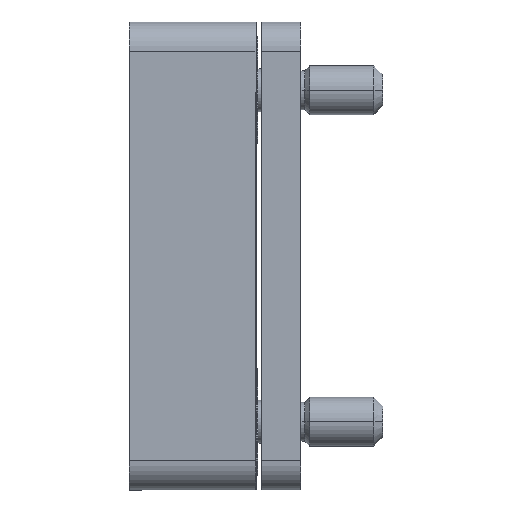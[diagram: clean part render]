
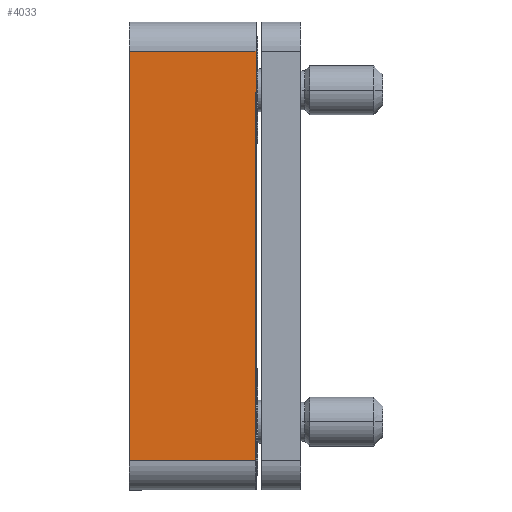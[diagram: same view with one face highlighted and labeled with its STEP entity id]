
A CAD part, left-side view. The second image highlights one B-rep face of the part: STEP entity #4033.
In plain terms, the highlighted planar face has unit normal (-1, 0, 0).
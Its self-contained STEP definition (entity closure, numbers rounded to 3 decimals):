
#126 = EDGE_CURVE ( 'Defeature ausgef�hrt5_3+Defeature ausgef�hrt5_6+Defeature ausgef�hrt5_10+Defeature ausgef�hrt5_8', #2834, #7559, #3660, .T. ) ;
#276 = CARTESIAN_POINT ( 'NONE',  ( -4., 6.5, 10.5 ) ) ;
#433 = EDGE_CURVE ( 'Defeature ausgef�hrt5_3+Defeature ausgef�hrt5_8+Defeature ausgef�hrt5_6+Defeature ausgef�hrt5_5', #7559, #682, #1255, .T. ) ;
#682 = VERTEX_POINT ( 'NONE', #276 ) ;
#848 = DIRECTION ( 'NONE',  ( 0., 0., 1. ) ) ;
#851 = VERTEX_POINT ( 'NONE', #5823 ) ;
#1199 = DIRECTION ( 'NONE',  ( 0., 0., 1. ) ) ;
#1255 = LINE ( 'NONE', #2508, #5677 ) ;
#1340 = FACE_OUTER_BOUND ( 'NONE', #7551, .T. ) ;
#1459 = PLANE ( 'NONE',  #5456 ) ;
#1636 = ORIENTED_EDGE ( 'NONE', *, *, #1771, .F. ) ;
#1771 = EDGE_CURVE ( 'Defeature ausgef�hrt5_5+Defeature ausgef�hrt5_3+Defeature ausgef�hrt5_10+Defeature ausgef�hrt5_8', #851, #682, #1986, .T. ) ;
#1986 = LINE ( 'NONE', #5120, #7355 ) ;
#2460 = EDGE_CURVE ( 'Defeature ausgef�hrt5_3+Defeature ausgef�hrt5_10+Defeature ausgef�hrt5_5+Defeature ausgef�hrt5_6', #851, #2834, #5538, .T. ) ;
#2508 = CARTESIAN_POINT ( 'NONE',  ( -4., 6.5, 10.5 ) ) ;
#2680 = ORIENTED_EDGE ( 'NONE', *, *, #2460, .T. ) ;
#2834 = VERTEX_POINT ( 'NONE', #4207 ) ;
#2996 = VECTOR ( 'NONE', #7477, 1000. ) ;
#3660 = LINE ( 'NONE', #6710, #7474 ) ;
#4033 = ADVANCED_FACE ( 'Defeature ausgef�hrt5_3', ( #1340 ), #1459, .F. ) ;
#4207 = CARTESIAN_POINT ( 'NONE',  ( -4., 0., -10.5 ) ) ;
#4389 = DIRECTION ( 'NONE',  ( 0., 1., 0. ) ) ;
#4487 = ORIENTED_EDGE ( 'NONE', *, *, #433, .T. ) ;
#4837 = ORIENTED_EDGE ( 'NONE', *, *, #126, .T. ) ;
#5088 = DIRECTION ( 'NONE',  ( 0., -1., 0. ) ) ;
#5120 = CARTESIAN_POINT ( 'NONE',  ( -4., 6.5, 12. ) ) ;
#5456 = AXIS2_PLACEMENT_3D ( 'NONE', #7434, #6217, #5088 ) ;
#5538 = LINE ( 'NONE', #6154, #2996 ) ;
#5677 = VECTOR ( 'NONE', #4389, 1000. ) ;
#5823 = CARTESIAN_POINT ( 'NONE',  ( -4., 6.5, -10.5 ) ) ;
#6154 = CARTESIAN_POINT ( 'NONE',  ( -4., 6.5, -10.5 ) ) ;
#6217 = DIRECTION ( 'NONE',  ( 1., 0., 0. ) ) ;
#6710 = CARTESIAN_POINT ( 'NONE',  ( -4., 0., 12. ) ) ;
#7355 = VECTOR ( 'NONE', #848, 1000. ) ;
#7434 = CARTESIAN_POINT ( 'NONE',  ( -4., 6.5, 12. ) ) ;
#7474 = VECTOR ( 'NONE', #1199, 1000. ) ;
#7477 = DIRECTION ( 'NONE',  ( 0., -1., 0. ) ) ;
#7487 = CARTESIAN_POINT ( 'NONE',  ( -4., 0., 10.5 ) ) ;
#7551 = EDGE_LOOP ( 'NONE', ( #4837, #4487, #1636, #2680 ) ) ;
#7559 = VERTEX_POINT ( 'NONE', #7487 ) ;
